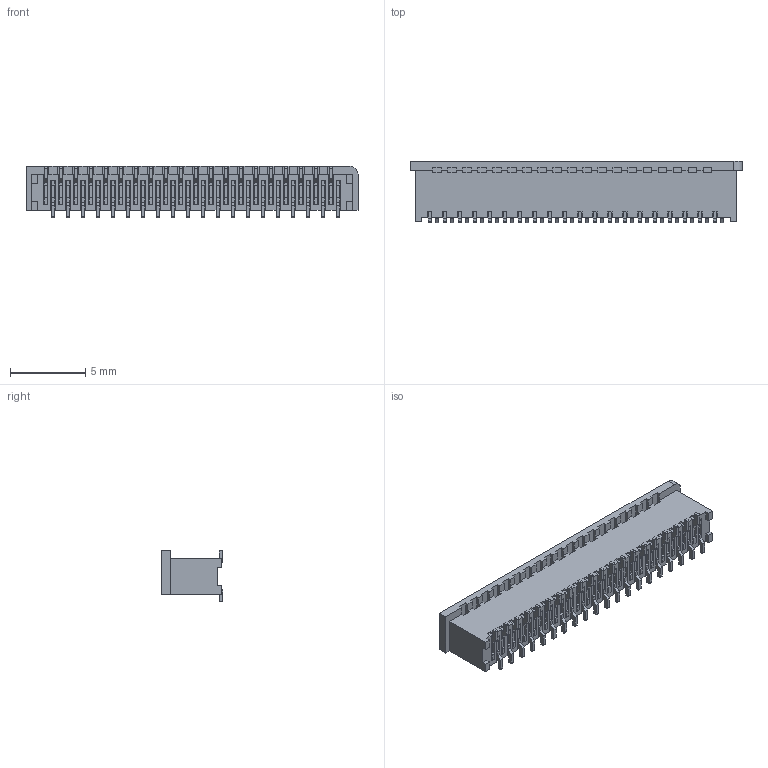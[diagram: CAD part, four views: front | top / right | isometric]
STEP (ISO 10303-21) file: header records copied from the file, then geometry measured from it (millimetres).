
FILE_DESCRIPTION((''),'2;1');
FILE_NAME('781271408','2008-06-25T',('gga'),(''),'PRO/ENGINEER BY PARAMETRIC TECHNOLOGY CORPORATION, 2003451','PRO/ENGINEER BY PARAMETRIC TECHNOLOGY CORPORATION, 2003451','');
FILE_SCHEMA(('CONFIG_CONTROL_DESIGN'));
Length unit declared in the file: millimetre
Products named in the file (1): 781271408
Bounding box: 22.1 x 4.1 x 3.45 mm (x, y, z)
Volume: 157.8 mm3; surface area: 890.8 mm2
Topology: 1 solids, 1 shells, 1706 faces, 5465 edges, 3642 vertices
Faces by surface type: plane 1425, cylinder 281
Entity records: 59406 total; most frequent: CARTESIAN_POINT 10934, ORIENTED_EDGE 10610, DIRECTION 9281, EDGE_CURVE 5305, VECTOR 4903, LINE 4903, VERTEX_POINT 3482, AXIS2_PLACEMENT_3D 2189
